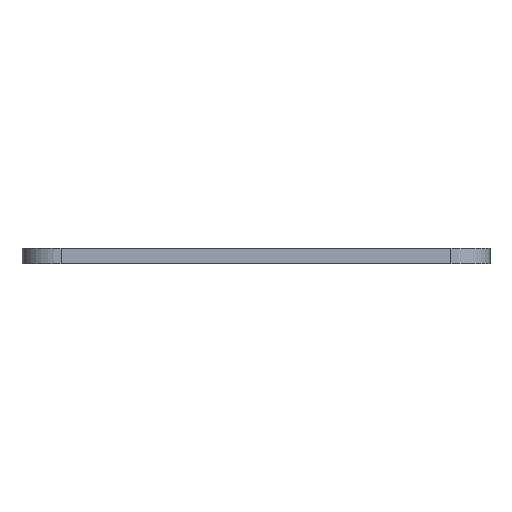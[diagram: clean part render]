
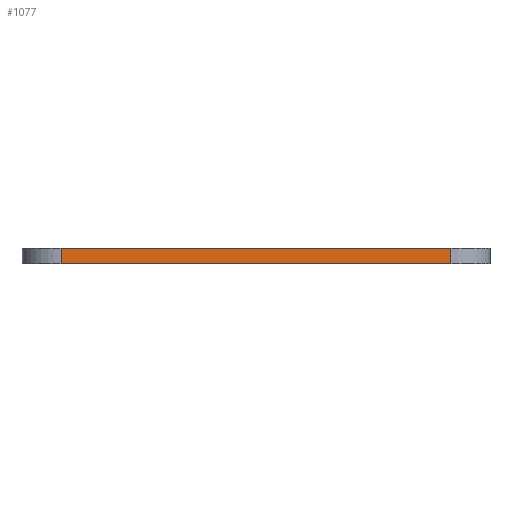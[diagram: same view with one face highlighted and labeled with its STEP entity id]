
A CAD part, left-side view. The second image highlights one B-rep face of the part: STEP entity #1077.
In plain terms, the highlighted planar face has unit normal (-1, 0, 0).
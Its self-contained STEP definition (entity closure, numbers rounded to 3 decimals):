
#59 = FACE_OUTER_BOUND ( 'NONE', #324, .T. ) ;
#107 = LINE ( 'NONE', #592, #317 ) ;
#148 = ORIENTED_EDGE ( 'NONE', *, *, #717, .T. ) ;
#149 = ORIENTED_EDGE ( 'NONE', *, *, #712, .F. ) ;
#150 = ORIENTED_EDGE ( 'NONE', *, *, #721, .F. ) ;
#151 = ORIENTED_EDGE ( 'NONE', *, *, #722, .T. ) ;
#317 = VECTOR ( 'NONE', #596, 1000. ) ;
#324 = EDGE_LOOP ( 'NONE', ( #151, #150, #149, #148 ) ) ;
#379 = LINE ( 'NONE', #606, #380 ) ;
#380 = VECTOR ( 'NONE', #607, 1000. ) ;
#381 = LINE ( 'NONE', #615, #382 ) ;
#382 = VECTOR ( 'NONE', #616, 1000. ) ;
#386 = LINE ( 'NONE', #603, #388 ) ;
#388 = VECTOR ( 'NONE', #618, 1000. ) ;
#443 = VERTEX_POINT ( 'NONE', #494 ) ;
#444 = VERTEX_POINT ( 'NONE', #495 ) ;
#446 = VERTEX_POINT ( 'NONE', #497 ) ;
#447 = VERTEX_POINT ( 'NONE', #498 ) ;
#494 = CARTESIAN_POINT ( 'NONE',  ( -75., 25., 0. ) ) ;
#495 = CARTESIAN_POINT ( 'NONE',  ( -75., 25., 2. ) ) ;
#497 = CARTESIAN_POINT ( 'NONE',  ( -75., -25., 0. ) ) ;
#498 = CARTESIAN_POINT ( 'NONE',  ( -75., -25., 2. ) ) ;
#592 = CARTESIAN_POINT ( 'NONE',  ( -75., 25., 2. ) ) ;
#596 = DIRECTION ( 'NONE',  ( 0., -1., 0. ) ) ;
#603 = CARTESIAN_POINT ( 'NONE',  ( -75., 25., 0. ) ) ;
#606 = CARTESIAN_POINT ( 'NONE',  ( -75., 25., 2. ) ) ;
#607 = DIRECTION ( 'NONE',  ( 0., 0., -1. ) ) ;
#615 = CARTESIAN_POINT ( 'NONE',  ( -75., -25., 2. ) ) ;
#616 = DIRECTION ( 'NONE',  ( 0., 0., -1. ) ) ;
#618 = DIRECTION ( 'NONE',  ( 0., -1., 0. ) ) ;
#712 = EDGE_CURVE ( 'NONE', #444, #447, #107, .T. ) ;
#717 = EDGE_CURVE ( 'NONE', #444, #443, #379, .T. ) ;
#721 = EDGE_CURVE ( 'NONE', #447, #446, #381, .T. ) ;
#722 = EDGE_CURVE ( 'NONE', #443, #446, #386, .T. ) ;
#808 = AXIS2_PLACEMENT_3D ( 'NONE', #909, #916, #917 ) ;
#909 = CARTESIAN_POINT ( 'NONE',  ( -75., 25., 2. ) ) ;
#913 = PLANE ( 'NONE',  #808 ) ;
#916 = DIRECTION ( 'NONE',  ( 1., 0., 0. ) ) ;
#917 = DIRECTION ( 'NONE',  ( 0., 1., 0. ) ) ;
#1077 = ADVANCED_FACE ( 'NONE', ( #59 ), #913, .F. ) ;
